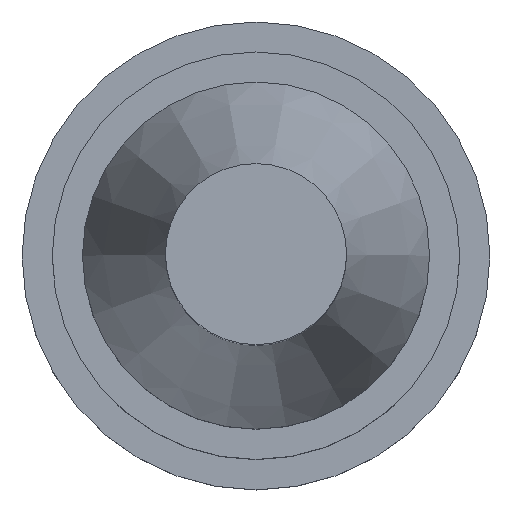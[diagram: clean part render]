
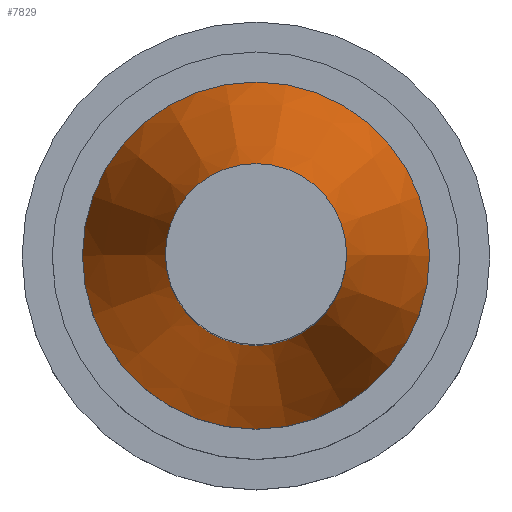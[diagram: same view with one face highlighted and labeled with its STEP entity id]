
A CAD part, top view. The second image highlights one B-rep face of the part: STEP entity #7829.
In plain terms, the highlighted conical face has half-angle 15.88 degrees and reference radius 17.25 mm.
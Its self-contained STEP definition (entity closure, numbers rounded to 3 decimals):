
#12=CONICAL_SURFACE($,#8116,17.25,15.88);
#68=CIRCLE($,#8114,9.);
#69=CIRCLE($,#8117,17.25);
#496=FACE_OUTER_BOUND($,#2666,.T.);
#2169=FACE_BOUND($,#2667,.T.);
#2666=EDGE_LOOP($,(#7132));
#2667=EDGE_LOOP($,(#7133));
#3799=VERTEX_POINT($,#14633);
#3800=VERTEX_POINT($,#14637);
#4915=EDGE_CURVE($,#3799,#3799,#68,.T.);
#4916=EDGE_CURVE($,#3800,#3800,#69,.T.);
#7132=ORIENTED_EDGE($,*,*,#4916,.F.);
#7133=ORIENTED_EDGE($,*,*,#4915,.T.);
#7829=ADVANCED_FACE($,(#496,#2169),#12,.T.);
#8114=AXIS2_PLACEMENT_3D($,#14634,#9388,#9389);
#8116=AXIS2_PLACEMENT_3D($,#14636,#9392,#9393);
#8117=AXIS2_PLACEMENT_3D($,#14638,#9394,#9395);
#9388=DIRECTION('center_axis',(0.,0.,-1.));
#9389=DIRECTION('ref_axis',(-1.,0.,0.));
#9392=DIRECTION('center_axis',(0.,0.,-1.));
#9393=DIRECTION('ref_axis',(1.,0.,0.));
#9394=DIRECTION('center_axis',(0.,0.,-1.));
#9395=DIRECTION('ref_axis',(-1.,0.,0.));
#14633=CARTESIAN_POINT('',(-9.,0.,68.2));
#14634=CARTESIAN_POINT('Origin',(0.,0.,68.2));
#14636=CARTESIAN_POINT('Origin',(0.,0.,39.2));
#14637=CARTESIAN_POINT('',(17.25,0.,39.2));
#14638=CARTESIAN_POINT('Origin',(0.,0.,39.2));
